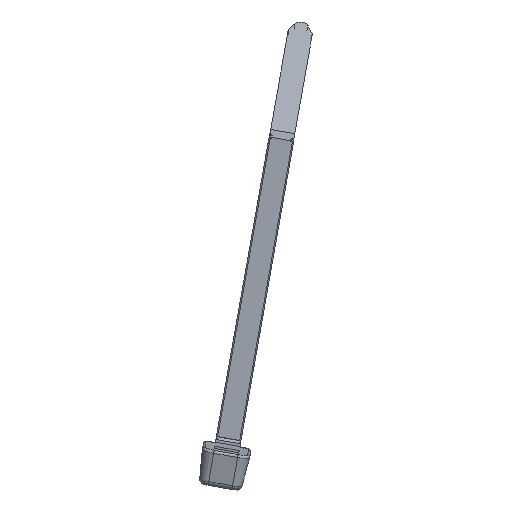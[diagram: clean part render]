
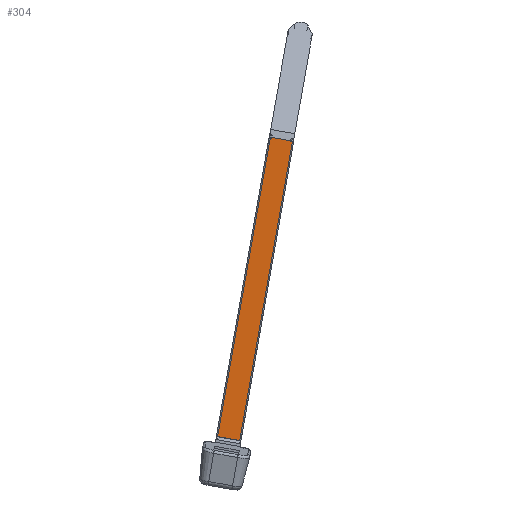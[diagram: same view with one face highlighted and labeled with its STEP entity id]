
A CAD part, left-side view. The second image highlights one B-rep face of the part: STEP entity #304.
In plain terms, the highlighted face is planar.
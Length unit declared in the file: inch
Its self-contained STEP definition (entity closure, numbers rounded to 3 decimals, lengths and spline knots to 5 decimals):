
#304=ADVANCED_FACE('',(#489),#428,.T.);
#428=PLANE('',#2237);
#489=FACE_OUTER_BOUND('',#613,.T.);
#613=EDGE_LOOP('',(#778,#779,#780,#781,#782,#783,#784,#785,#786,#787,#788,
#789));
#778=ORIENTED_EDGE('',*,*,#1584,.F.);
#779=ORIENTED_EDGE('',*,*,#1585,.F.);
#780=ORIENTED_EDGE('',*,*,#1586,.F.);
#781=ORIENTED_EDGE('',*,*,#1587,.F.);
#782=ORIENTED_EDGE('',*,*,#1588,.F.);
#783=ORIENTED_EDGE('',*,*,#1589,.F.);
#784=ORIENTED_EDGE('',*,*,#1590,.T.);
#785=ORIENTED_EDGE('',*,*,#1591,.F.);
#786=ORIENTED_EDGE('',*,*,#1592,.F.);
#787=ORIENTED_EDGE('',*,*,#1593,.F.);
#788=ORIENTED_EDGE('',*,*,#1594,.T.);
#789=ORIENTED_EDGE('',*,*,#1595,.F.);
#1390=VERTEX_POINT('',#3126);
#1391=VERTEX_POINT('',#3127);
#1392=VERTEX_POINT('',#3129);
#1393=VERTEX_POINT('',#3131);
#1394=VERTEX_POINT('',#3133);
#1395=VERTEX_POINT('',#3135);
#1396=VERTEX_POINT('',#3137);
#1397=VERTEX_POINT('',#3139);
#1398=VERTEX_POINT('',#3141);
#1399=VERTEX_POINT('',#3143);
#1400=VERTEX_POINT('',#3145);
#1401=VERTEX_POINT('',#3147);
#1584=EDGE_CURVE('',#1390,#1391,#1890,.T.);
#1585=EDGE_CURVE('',#1392,#1390,#1891,.T.);
#1586=EDGE_CURVE('',#1393,#1392,#1892,.T.);
#1587=EDGE_CURVE('',#1394,#1393,#1893,.T.);
#1588=EDGE_CURVE('',#1395,#1394,#1894,.T.);
#1589=EDGE_CURVE('',#1396,#1395,#1895,.T.);
#1590=EDGE_CURVE('',#1396,#1397,#1896,.T.);
#1591=EDGE_CURVE('',#1398,#1397,#1897,.T.);
#1592=EDGE_CURVE('',#1399,#1398,#1898,.T.);
#1593=EDGE_CURVE('',#1400,#1399,#1899,.T.);
#1594=EDGE_CURVE('',#1400,#1401,#1900,.T.);
#1595=EDGE_CURVE('',#1391,#1401,#1901,.T.);
#1890=LINE('',#3125,#2073);
#1891=LINE('',#3128,#2074);
#1892=LINE('',#3130,#2075);
#1893=LINE('',#3132,#2076);
#1894=LINE('',#3134,#2077);
#1895=LINE('',#3136,#2078);
#1896=LINE('',#3138,#2079);
#1897=LINE('',#3140,#2080);
#1898=LINE('',#3142,#2081);
#1899=LINE('',#3144,#2082);
#1900=LINE('',#3146,#2083);
#1901=LINE('',#3148,#2084);
#2073=VECTOR('',#2493,1.);
#2074=VECTOR('',#2494,1.);
#2075=VECTOR('',#2495,1.);
#2076=VECTOR('',#2496,1.);
#2077=VECTOR('',#2497,1.);
#2078=VECTOR('',#2498,1.);
#2079=VECTOR('',#2499,1.);
#2080=VECTOR('',#2500,1.);
#2081=VECTOR('',#2501,1.);
#2082=VECTOR('',#2502,1.);
#2083=VECTOR('',#2503,1.);
#2084=VECTOR('',#2504,1.);
#2237=AXIS2_PLACEMENT_3D('',#3149,#2505,#2506);
#2493=DIRECTION('',(1.,0.,0.));
#2494=DIRECTION('',(0.,-0.985,-0.174));
#2495=DIRECTION('',(-1.,0.,0.));
#2496=DIRECTION('',(0.,0.985,0.174));
#2497=DIRECTION('',(1.,0.,0.));
#2498=DIRECTION('',(0.,0.985,0.174));
#2499=DIRECTION('',(-1.,0.,0.));
#2500=DIRECTION('',(0.,-0.985,-0.174));
#2501=DIRECTION('',(1.,0.,0.));
#2502=DIRECTION('',(0.,0.985,0.174));
#2503=DIRECTION('',(-1.,0.,0.));
#2504=DIRECTION('',(0.,-0.985,-0.174));
#2505=DIRECTION('',(0.,0.174,-0.985));
#2506=DIRECTION('',(-1.,0.,0.));
#3125=CARTESIAN_POINT('',(-1.99116,-7.94896,-2.32577));
#3126=CARTESIAN_POINT('',(-1.98616,-7.94896,-2.32577));
#3127=CARTESIAN_POINT('',(-1.98441,-7.94896,-2.32577));
#3128=CARTESIAN_POINT('',(-1.98616,-3.91124,-1.61381));
#3129=CARTESIAN_POINT('',(-1.98616,-1.14525,-1.12609));
#3130=CARTESIAN_POINT('',(-1.99116,-1.14525,-1.12609));
#3131=CARTESIAN_POINT('',(-1.89766,-1.14525,-1.12609));
#3132=CARTESIAN_POINT('',(-1.89766,-3.91124,-1.61381));
#3133=CARTESIAN_POINT('',(-1.89766,-7.94896,-2.32577));
#3134=CARTESIAN_POINT('',(-1.99116,-7.94896,-2.32577));
#3135=CARTESIAN_POINT('',(-1.89941,-7.94896,-2.32577));
#3136=CARTESIAN_POINT('',(-1.89941,-7.94896,-2.32577));
#3137=CARTESIAN_POINT('',(-1.89941,-8.01104,-2.33671));
#3138=CARTESIAN_POINT('',(-1.99116,-8.01104,-2.33671));
#3139=CARTESIAN_POINT('',(-1.89991,-8.01104,-2.33671));
#3140=CARTESIAN_POINT('',(-1.89991,-7.94896,-2.32577));
#3141=CARTESIAN_POINT('',(-1.89991,-7.94896,-2.32577));
#3142=CARTESIAN_POINT('',(-1.99116,-7.94896,-2.32577));
#3143=CARTESIAN_POINT('',(-1.98391,-7.94896,-2.32577));
#3144=CARTESIAN_POINT('',(-1.98391,-7.94896,-2.32577));
#3145=CARTESIAN_POINT('',(-1.98391,-8.01104,-2.33671));
#3146=CARTESIAN_POINT('',(-1.99116,-8.01104,-2.33671));
#3147=CARTESIAN_POINT('',(-1.98441,-8.01104,-2.33671));
#3148=CARTESIAN_POINT('',(-1.98441,-7.94896,-2.32577));
#3149=CARTESIAN_POINT('',(-1.99116,-3.91124,-1.61381));
